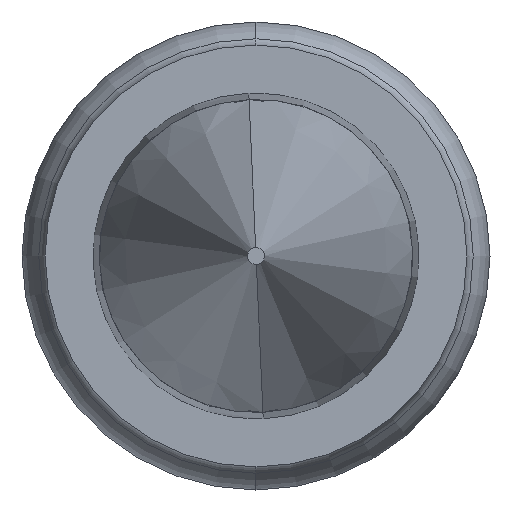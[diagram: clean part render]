
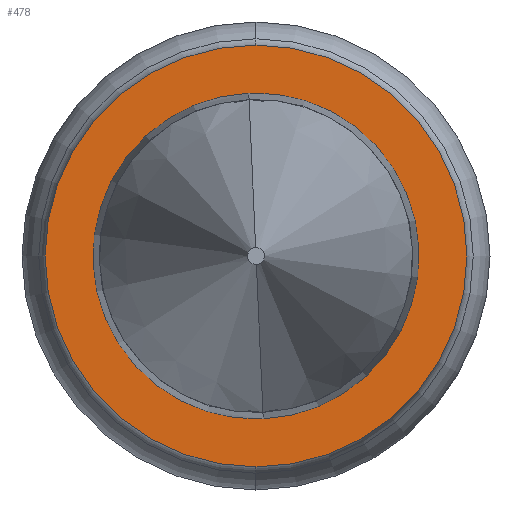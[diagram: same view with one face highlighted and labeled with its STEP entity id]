
A CAD part, left-side view. The second image highlights one B-rep face of the part: STEP entity #478.
In plain terms, the highlighted planar face has unit normal (-1, 0, 0).
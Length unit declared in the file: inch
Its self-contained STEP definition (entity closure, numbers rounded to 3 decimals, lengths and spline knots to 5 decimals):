
#3 = CIRCLE ( 'NONE', #235, 0.01874 ) ;
#27 = FACE_OUTER_BOUND ( 'NONE', #393, .T. ) ;
#65 = FACE_BOUND ( 'NONE', #185, .T. ) ;
#72 = DIRECTION ( 'NONE',  ( 0., 0., -1. ) ) ;
#92 = VERTEX_POINT ( 'NONE', #835 ) ;
#96 = CIRCLE ( 'NONE', #567, 0.02425 ) ;
#173 = AXIS2_PLACEMENT_3D ( 'NONE', #650, #1130, #569 ) ;
#185 = EDGE_LOOP ( 'NONE', ( #877, #389 ) ) ;
#207 = EDGE_CURVE ( 'NONE', #232, #510, #96, .T. ) ;
#232 = VERTEX_POINT ( 'NONE', #1055 ) ;
#235 = AXIS2_PLACEMENT_3D ( 'NONE', #830, #565, #72 ) ;
#389 = ORIENTED_EDGE ( 'NONE', *, *, #471, .F. ) ;
#393 = EDGE_LOOP ( 'NONE', ( #655, #708 ) ) ;
#400 = CIRCLE ( 'NONE', #918, 0.02425 ) ;
#420 = PLANE ( 'NONE',  #679 ) ;
#447 = DIRECTION ( 'NONE',  ( 0., 0., -1. ) ) ;
#454 = DIRECTION ( 'NONE',  ( 1., 0., 0. ) ) ;
#465 = CARTESIAN_POINT ( 'NONE',  ( 0., 0., 0. ) ) ;
#471 = EDGE_CURVE ( 'NONE', #92, #687, #999, .T. ) ;
#478 = ADVANCED_FACE ( 'NONE', ( #65, #27 ), #420, .F. ) ;
#510 = VERTEX_POINT ( 'NONE', #814 ) ;
#537 = DIRECTION ( 'NONE',  ( 1., 0., 0. ) ) ;
#565 = DIRECTION ( 'NONE',  ( -1., 0., 0. ) ) ;
#567 = AXIS2_PLACEMENT_3D ( 'NONE', #465, #454, #447 ) ;
#569 = DIRECTION ( 'NONE',  ( 0., 0., -1. ) ) ;
#650 = CARTESIAN_POINT ( 'NONE',  ( 0., 0., 0. ) ) ;
#655 = ORIENTED_EDGE ( 'NONE', *, *, #207, .F. ) ;
#679 = AXIS2_PLACEMENT_3D ( 'NONE', #1039, #537, #963 ) ;
#687 = VERTEX_POINT ( 'NONE', #867 ) ;
#708 = ORIENTED_EDGE ( 'NONE', *, *, #1109, .F. ) ;
#763 = CARTESIAN_POINT ( 'NONE',  ( 0., 0., 0. ) ) ;
#769 = DIRECTION ( 'NONE',  ( 1., 0., 0. ) ) ;
#814 = CARTESIAN_POINT ( 'NONE',  ( 0., 0., 0.02425 ) ) ;
#830 = CARTESIAN_POINT ( 'NONE',  ( 0., 0., 0. ) ) ;
#835 = CARTESIAN_POINT ( 'NONE',  ( 0., 0.00083, 0.01872 ) ) ;
#855 = DIRECTION ( 'NONE',  ( 0., 0., -1. ) ) ;
#867 = CARTESIAN_POINT ( 'NONE',  ( 0., -0.00083, -0.01872 ) ) ;
#877 = ORIENTED_EDGE ( 'NONE', *, *, #916, .F. ) ;
#916 = EDGE_CURVE ( 'NONE', #687, #92, #3, .T. ) ;
#918 = AXIS2_PLACEMENT_3D ( 'NONE', #763, #769, #855 ) ;
#963 = DIRECTION ( 'NONE',  ( 0., 0., -1. ) ) ;
#999 = CIRCLE ( 'NONE', #173, 0.01874 ) ;
#1039 = CARTESIAN_POINT ( 'NONE',  ( 0., 0.02725, 0. ) ) ;
#1055 = CARTESIAN_POINT ( 'NONE',  ( 0., 0., -0.02425 ) ) ;
#1109 = EDGE_CURVE ( 'NONE', #510, #232, #400, .T. ) ;
#1130 = DIRECTION ( 'NONE',  ( -1., 0., 0. ) ) ;
